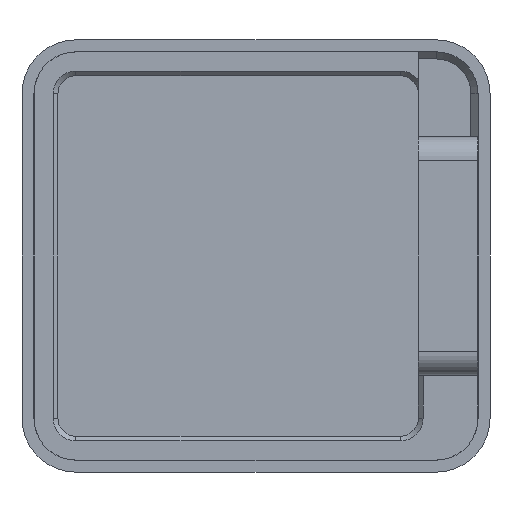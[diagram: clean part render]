
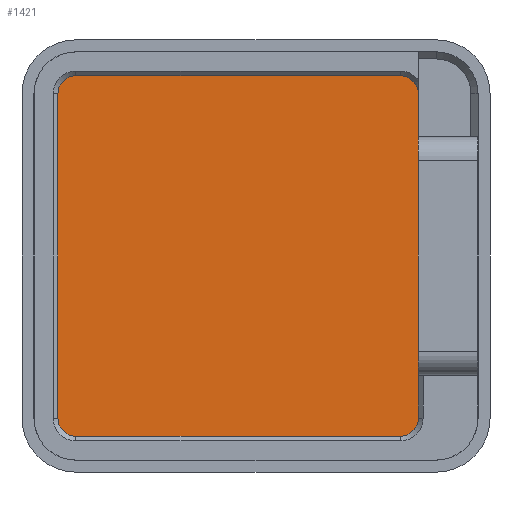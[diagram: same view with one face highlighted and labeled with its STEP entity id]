
A CAD part, front view. The second image highlights one B-rep face of the part: STEP entity #1421.
In plain terms, the highlighted planar face has unit normal (0, -1, 0).
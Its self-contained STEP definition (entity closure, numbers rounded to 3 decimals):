
#70=CIRCLE('',#1540,1.5);
#71=CIRCLE('',#1543,1.5);
#72=CIRCLE('',#1546,1.5);
#73=CIRCLE('',#1549,1.5);
#166=FACE_OUTER_BOUND('',#255,.T.);
#255=EDGE_LOOP('',(#1151,#1152,#1153,#1154,#1155,#1156,#1157,#1158,#1159));
#349=LINE('',#2202,#496);
#374=LINE('',#2265,#521);
#377=LINE('',#2273,#524);
#380=LINE('',#2281,#527);
#382=LINE('',#2287,#529);
#496=VECTOR('',#1763,10.);
#521=VECTOR('',#1834,10.);
#524=VECTOR('',#1843,10.);
#527=VECTOR('',#1852,10.);
#529=VECTOR('',#1860,10.);
#641=VERTEX_POINT('',#2199);
#642=VERTEX_POINT('',#2201);
#656=VERTEX_POINT('',#2259);
#657=VERTEX_POINT('',#2261);
#658=VERTEX_POINT('',#2267);
#659=VERTEX_POINT('',#2271);
#660=VERTEX_POINT('',#2275);
#661=VERTEX_POINT('',#2279);
#662=VERTEX_POINT('',#2283);
#793=EDGE_CURVE('',#642,#641,#349,.T.);
#822=EDGE_CURVE('',#657,#656,#70,.T.);
#824=EDGE_CURVE('',#656,#642,#374,.T.);
#826=EDGE_CURVE('',#641,#658,#71,.T.);
#828=EDGE_CURVE('',#658,#659,#377,.T.);
#830=EDGE_CURVE('',#659,#660,#72,.T.);
#832=EDGE_CURVE('',#660,#661,#380,.T.);
#834=EDGE_CURVE('',#661,#662,#73,.T.);
#835=EDGE_CURVE('',#662,#657,#382,.T.);
#1151=ORIENTED_EDGE('',*,*,#822,.T.);
#1152=ORIENTED_EDGE('',*,*,#824,.T.);
#1153=ORIENTED_EDGE('',*,*,#793,.T.);
#1154=ORIENTED_EDGE('',*,*,#826,.T.);
#1155=ORIENTED_EDGE('',*,*,#828,.T.);
#1156=ORIENTED_EDGE('',*,*,#830,.T.);
#1157=ORIENTED_EDGE('',*,*,#832,.T.);
#1158=ORIENTED_EDGE('',*,*,#834,.T.);
#1159=ORIENTED_EDGE('',*,*,#835,.T.);
#1352=PLANE('',#1552);
#1421=ADVANCED_FACE('',(#166),#1352,.F.);
#1540=AXIS2_PLACEMENT_3D('',#2262,#1829,#1830);
#1543=AXIS2_PLACEMENT_3D('',#2269,#1838,#1839);
#1546=AXIS2_PLACEMENT_3D('',#2277,#1847,#1848);
#1549=AXIS2_PLACEMENT_3D('',#2285,#1856,#1857);
#1552=AXIS2_PLACEMENT_3D('',#2289,#1863,#1864);
#1763=DIRECTION('',(0.,0.,1.));
#1829=DIRECTION('center_axis',(0.,-1.,0.));
#1830=DIRECTION('ref_axis',(1.,0.,0.));
#1834=DIRECTION('',(0.,0.,1.));
#1838=DIRECTION('center_axis',(0.,-1.,0.));
#1839=DIRECTION('ref_axis',(0.,0.,1.));
#1843=DIRECTION('',(-1.,0.,0.));
#1847=DIRECTION('center_axis',(0.,-1.,0.));
#1848=DIRECTION('ref_axis',(-1.,0.,0.));
#1852=DIRECTION('',(0.,0.,-1.));
#1856=DIRECTION('center_axis',(0.,-1.,0.));
#1857=DIRECTION('ref_axis',(0.,0.,-1.));
#1860=DIRECTION('',(1.,0.,0.));
#1863=DIRECTION('center_axis',(0.,1.,0.));
#1864=DIRECTION('ref_axis',(1.,0.,0.));
#2199=CARTESIAN_POINT('',(15.1,-2.5,13.6));
#2201=CARTESIAN_POINT('',(15.1,-2.5,10.));
#2202=CARTESIAN_POINT('',(15.1,-2.5,6.8));
#2259=CARTESIAN_POINT('',(15.1,-2.5,-13.6));
#2261=CARTESIAN_POINT('',(13.6,-2.5,-15.1));
#2262=CARTESIAN_POINT('Origin',(13.6,-2.5,-13.6));
#2265=CARTESIAN_POINT('',(15.1,-2.5,6.8));
#2267=CARTESIAN_POINT('',(13.6,-2.5,15.1));
#2269=CARTESIAN_POINT('Origin',(13.6,-2.5,13.6));
#2271=CARTESIAN_POINT('',(-13.6,-2.5,15.1));
#2273=CARTESIAN_POINT('',(-6.05,-2.5,15.1));
#2275=CARTESIAN_POINT('',(-15.1,-2.5,13.6));
#2277=CARTESIAN_POINT('Origin',(-13.6,-2.5,13.6));
#2279=CARTESIAN_POINT('',(-15.1,-2.5,-13.6));
#2281=CARTESIAN_POINT('',(-15.1,-2.5,-6.8));
#2283=CARTESIAN_POINT('',(-13.6,-2.5,-15.1));
#2285=CARTESIAN_POINT('Origin',(-13.6,-2.5,-13.6));
#2287=CARTESIAN_POINT('',(7.55,-2.5,-15.1));
#2289=CARTESIAN_POINT('Origin',(1.5,-2.5,0.));
